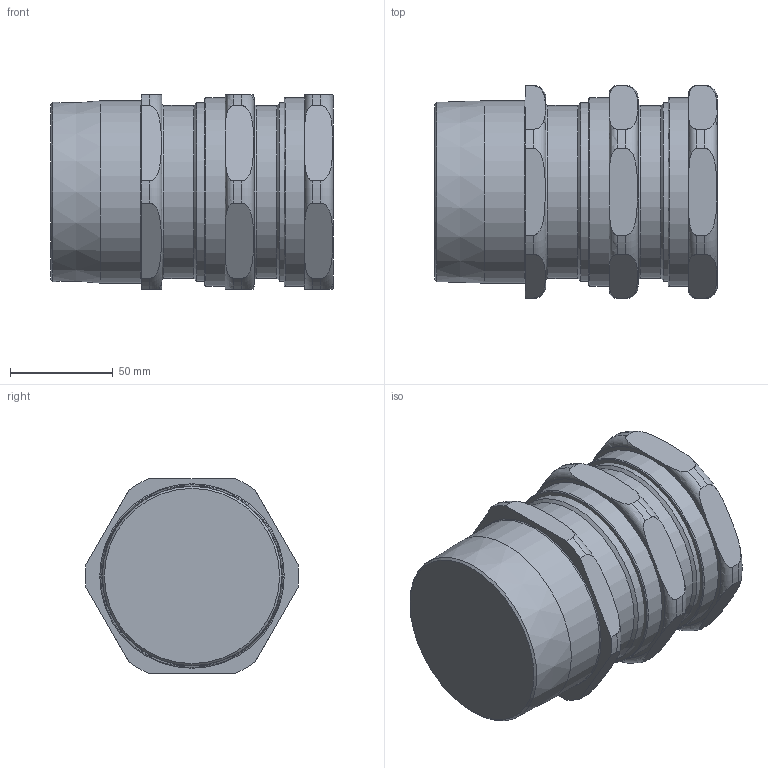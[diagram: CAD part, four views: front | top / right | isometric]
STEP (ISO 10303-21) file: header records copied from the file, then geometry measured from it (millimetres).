
FILE_DESCRIPTION(/* description */ (''),/* implementation_level */ '2;1');
FILE_NAME(/* name */ '123 F_2_1_2_NPT.stp',/* time_stamp */ '2021-04-27T16:21:24+06:00',/* author */ ('vinaykumark'),/* organization */ (''),/* preprocessor_version */ 'ST-DEVELOPER v18',/* originating_system */ 'Autodesk Inventor 2020',/* authorisation */ '');
FILE_SCHEMA (('AUTOMOTIVE_DESIGN { 1 0 10303 214 3 1 1 }'));
Length unit declared in the file: inch
Products named in the file (1): 123 F_2_1_2_NPT
Bounding box: 137.79 x 103.94 x 95 mm (x, y, z)
Volume: 1183981.3 mm3; surface area: 140315.2 mm2
Topology: 8 solids, 8 shells, 270 faces, 762 edges, 513 vertices
Faces by surface type: plane 111, torus 76, cylinder 47, cone 36
Full cylindrical faces by diameter (mm): 68.3 x2, 77.55 x2, 78.25 x4, 84.1 x2, 84.4 x2, 87.2 x1, 87.312 x1, 88.9 x1, 92.15 x2
Entity records: 10572 total; most frequent: CARTESIAN_POINT 3240, ORIENTED_EDGE 1524, DIRECTION 1505, EDGE_CURVE 762, AXIS2_PLACEMENT_3D 645, VERTEX_POINT 513, CIRCLE 366, EDGE_LOOP 279
